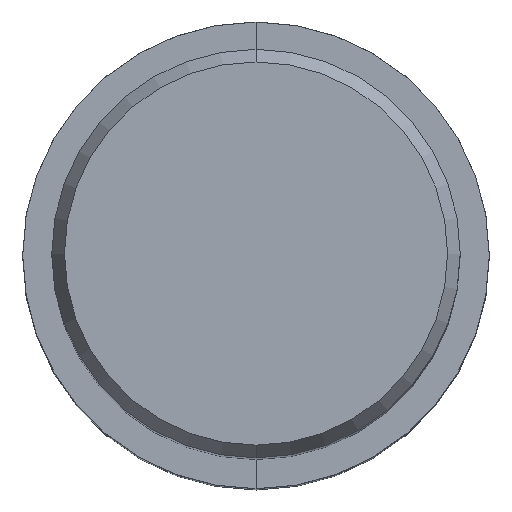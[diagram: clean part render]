
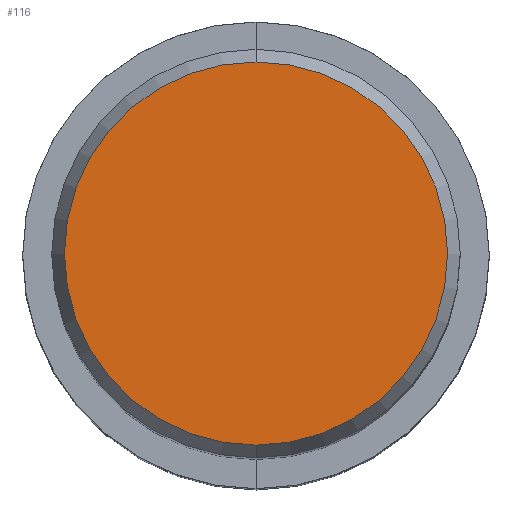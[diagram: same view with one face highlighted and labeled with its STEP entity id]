
A CAD part, top view. The second image highlights one B-rep face of the part: STEP entity #116.
In plain terms, the highlighted planar face has unit normal (0, 0, 1).
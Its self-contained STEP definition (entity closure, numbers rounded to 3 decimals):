
#102=VERTEX_POINT('',#218);
#116=ADVANCED_FACE('',(#234),#235,.T.);
#130=VERTEX_POINT('',#251);
#132=EDGE_CURVE('',#130,#102,#253,.T.);
#154=EDGE_CURVE('',#102,#130,#277,.T.);
#218=CARTESIAN_POINT('',(0.0,10.425,0.01));
#234=FACE_OUTER_BOUND('',#364,.T.);
#235=PLANE('',#365);
#251=CARTESIAN_POINT('',(0.,-10.425,0.01));
#253=CIRCLE('',#387,10.425);
#277=CIRCLE('',#419,10.425);
#364=EDGE_LOOP('',(#495,#496));
#365=AXIS2_PLACEMENT_3D('',#497,#498,#499);
#387=AXIS2_PLACEMENT_3D('',#520,#521,#522);
#419=AXIS2_PLACEMENT_3D('',#548,#549,#550);
#495=ORIENTED_EDGE('',*,*,#154,.F.);
#496=ORIENTED_EDGE('',*,*,#132,.F.);
#497=CARTESIAN_POINT('',(0.0,5.212,0.01));
#498=DIRECTION('',(-0.0,0.0,1.0));
#499=DIRECTION('',(0.0,-1.0,0.0));
#520=CARTESIAN_POINT('',(0.0,0.0,0.01));
#521=DIRECTION('',(0.0,0.0,-1.0));
#522=DIRECTION('',(0.0,1.0,0.0));
#548=CARTESIAN_POINT('',(0.0,0.0,0.01));
#549=DIRECTION('',(0.0,0.0,-1.0));
#550=DIRECTION('',(0.0,1.0,0.0));
